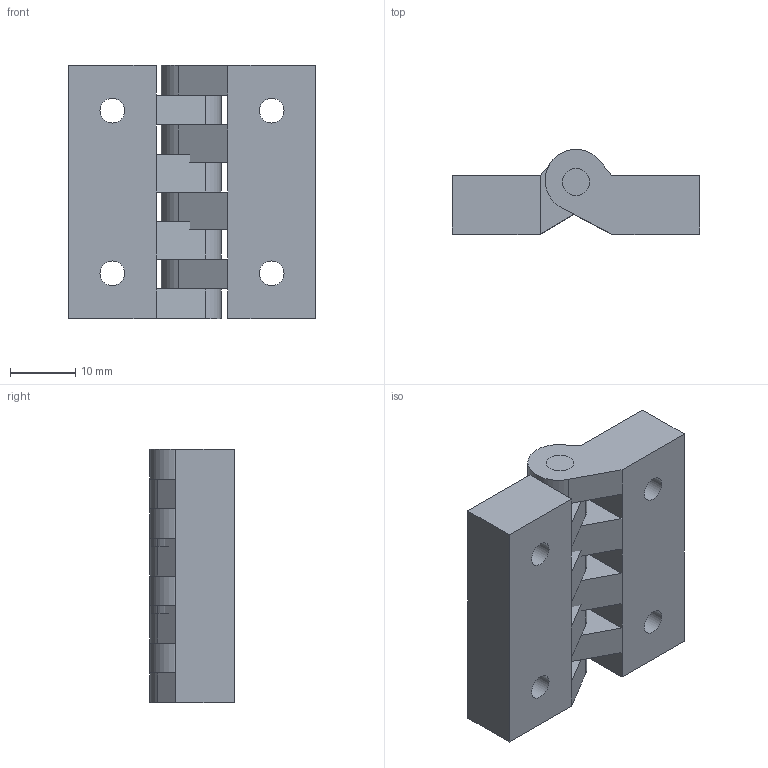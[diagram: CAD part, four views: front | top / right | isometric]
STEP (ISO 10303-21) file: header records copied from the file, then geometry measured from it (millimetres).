
FILE_DESCRIPTION( ( 'STEP AP214' ), '1' );
FILE_NAME( 'SK2-234-1.stp', '2023-05-08T07:26:51', ( 'License CC BY-ND 4.0' ), ( 'CADENAS' ), ' ', 'PARTsolutions', ' ' );
FILE_SCHEMA( ( 'AUTOMOTIVE_DESIGN { 1 0 10303 214 1 1 1 1 }' ) );
Length unit declared in the file: millimetre
Products named in the file (3): SK2-234-1; _sk2_234_1_1(0)_1; _sk2_234_1_2(0)_2
Assembly tree (2 placements, depth 2):
  SK2-234-1
    _sk2_234_1_1(0)_1
    _sk2_234_1_2(0)_2
Bounding box: 38 x 13 x 39 mm (x, y, z)
Volume: 12809.8 mm3; surface area: 6711.5 mm2
Topology: 2 solids, 2 shells, 73 faces, 168 edges, 100 vertices
Faces by surface type: plane 49, cylinder 20, cone 4
Full cylindrical faces by diameter (mm): 3.8 x4, 4.2 x4, 8 x4
Entity records: 2600 total; most frequent: DIRECTION 344, CARTESIAN_POINT 328, ORIENTED_EDGE 304, EDGE_CURVE 152, AXIS2_PLACEMENT_3D 116, LINE 112, VECTOR 112, EDGE_LOOP 104
